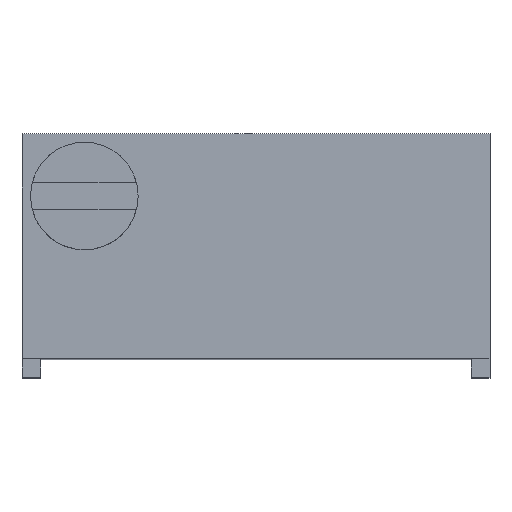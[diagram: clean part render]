
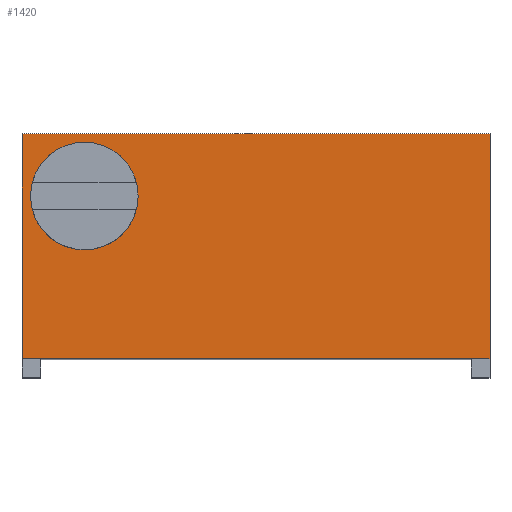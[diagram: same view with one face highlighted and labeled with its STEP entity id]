
A CAD part, top view. The second image highlights one B-rep face of the part: STEP entity #1420.
In plain terms, the highlighted planar face has unit normal (0, 0, 1).
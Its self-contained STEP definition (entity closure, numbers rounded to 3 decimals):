
#1290=CARTESIAN_POINT('',(4.765,2.55,10.03));
#1291=VERTEX_POINT('',#1290);
#1292=CARTESIAN_POINT('',(4.765,-2.03,10.03));
#1293=VERTEX_POINT('',#1292);
#1294=CARTESIAN_POINT('',(4.765,2.55,10.03));
#1295=DIRECTION('',(0.0,-1.0,0.0));
#1296=VECTOR('',#1295,4.58);
#1297=LINE('',#1294,#1296);
#1298=EDGE_CURVE('',#1291,#1293,#1297,.T.);
#1330=CARTESIAN_POINT('',(-4.765,-2.03,10.03));
#1331=VERTEX_POINT('',#1330);
#1332=CARTESIAN_POINT('',(4.765,-2.03,10.03));
#1333=DIRECTION('',(-1.0,0.0,0.0));
#1334=VECTOR('',#1333,9.53);
#1335=LINE('',#1332,#1334);
#1336=EDGE_CURVE('',#1293,#1331,#1335,.T.);
#1361=CARTESIAN_POINT('',(-4.765,2.55,10.03));
#1362=VERTEX_POINT('',#1361);
#1363=CARTESIAN_POINT('',(-4.765,-2.03,10.03));
#1364=DIRECTION('',(0.0,1.0,0.0));
#1365=VECTOR('',#1364,4.58);
#1366=LINE('',#1363,#1365);
#1367=EDGE_CURVE('',#1331,#1362,#1366,.T.);
#1392=CARTESIAN_POINT('',(-4.765,2.55,10.03));
#1393=DIRECTION('',(1.0,0.0,0.0));
#1394=VECTOR('',#1393,9.53);
#1395=LINE('',#1392,#1394);
#1396=EDGE_CURVE('',#1362,#1291,#1395,.T.);
#1409=CARTESIAN_POINT('',(-5.242,-2.259,10.03));
#1410=DIRECTION('',(0.0,0.0,1.0));
#1411=DIRECTION('',(1.0,0.0,0.0));
#1412=AXIS2_PLACEMENT_3D('',#1409,#1410,#1411);
#1413=PLANE('',#1412);
#1414=ORIENTED_EDGE('',*,*,#1298,.F.);
#1415=ORIENTED_EDGE('',*,*,#1396,.F.);
#1416=ORIENTED_EDGE('',*,*,#1367,.F.);
#1417=ORIENTED_EDGE('',*,*,#1336,.F.);
#1418=EDGE_LOOP('',(#1414,#1415,#1416,#1417));
#1419=FACE_OUTER_BOUND('',#1418,.T.);
#1420=ADVANCED_FACE('',(#1419),#1413,.T.);
